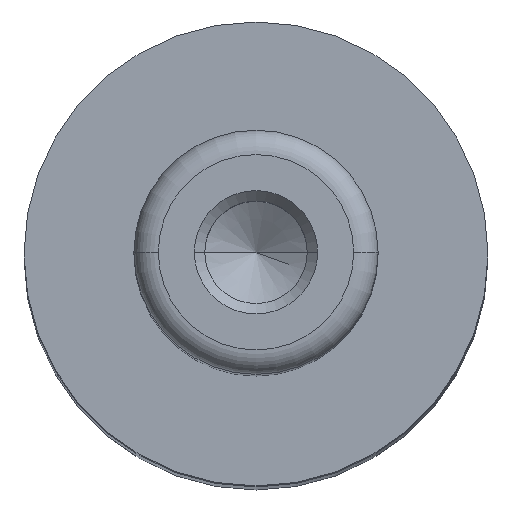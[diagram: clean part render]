
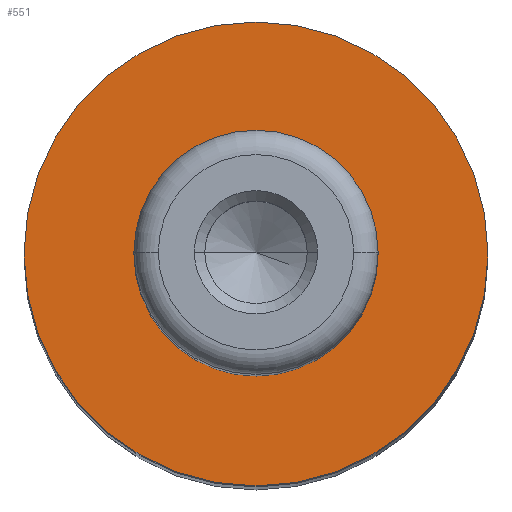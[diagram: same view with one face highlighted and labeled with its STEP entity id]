
A CAD part, top view. The second image highlights one B-rep face of the part: STEP entity #551.
In plain terms, the highlighted planar face has unit normal (0, 0, 1).
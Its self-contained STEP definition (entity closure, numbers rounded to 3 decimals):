
#24 = DIRECTION ( 'NONE',  ( 0., 0., -1. ) ) ;
#27 = EDGE_CURVE ( 'NONE', #387, #52, #566, .T. ) ;
#52 = VERTEX_POINT ( 'NONE', #585 ) ;
#70 = DIRECTION ( 'NONE',  ( 0., 0., -1. ) ) ;
#91 = PLANE ( 'NONE',  #521 ) ;
#169 = EDGE_LOOP ( 'NONE', ( #1111, #933 ) ) ;
#180 = DIRECTION ( 'NONE',  ( 0., 0., 1. ) ) ;
#183 = DIRECTION ( 'NONE',  ( 1., 0., 0. ) ) ;
#207 = EDGE_CURVE ( 'NONE', #1079, #368, #1069, .T. ) ;
#267 = AXIS2_PLACEMENT_3D ( 'NONE', #812, #70, #704 ) ;
#293 = CIRCLE ( 'NONE', #337, 9.5 ) ;
#306 = AXIS2_PLACEMENT_3D ( 'NONE', #416, #940, #312 ) ;
#312 = DIRECTION ( 'NONE',  ( -1., 0., 0. ) ) ;
#319 = FACE_BOUND ( 'NONE', #547, .T. ) ;
#337 = AXIS2_PLACEMENT_3D ( 'NONE', #459, #1077, #549 ) ;
#368 = VERTEX_POINT ( 'NONE', #699 ) ;
#387 = VERTEX_POINT ( 'NONE', #964 ) ;
#416 = CARTESIAN_POINT ( 'NONE',  ( 0., 0., 95. ) ) ;
#459 = CARTESIAN_POINT ( 'NONE',  ( 0., 0., 95. ) ) ;
#480 = CIRCLE ( 'NONE', #1049, 5. ) ;
#521 = AXIS2_PLACEMENT_3D ( 'NONE', #545, #180, #183 ) ;
#545 = CARTESIAN_POINT ( 'NONE',  ( -5., 0., 95. ) ) ;
#547 = EDGE_LOOP ( 'NONE', ( #587, #929 ) ) ;
#549 = DIRECTION ( 'NONE',  ( -1., 0., 0. ) ) ;
#551 = ADVANCED_FACE ( 'NONE', ( #319, #1008 ), #91, .T. ) ;
#556 = EDGE_CURVE ( 'NONE', #368, #1079, #293, .T. ) ;
#566 = CIRCLE ( 'NONE', #267, 5. ) ;
#570 = CARTESIAN_POINT ( 'NONE',  ( 0., 0., 95. ) ) ;
#585 = CARTESIAN_POINT ( 'NONE',  ( -5., 0., 95. ) ) ;
#587 = ORIENTED_EDGE ( 'NONE', *, *, #679, .T. ) ;
#657 = DIRECTION ( 'NONE',  ( -1., 0., 0. ) ) ;
#679 = EDGE_CURVE ( 'NONE', #52, #387, #480, .T. ) ;
#699 = CARTESIAN_POINT ( 'NONE',  ( -9.5, 0., 95. ) ) ;
#704 = DIRECTION ( 'NONE',  ( -1., 0., 0. ) ) ;
#795 = CARTESIAN_POINT ( 'NONE',  ( 9.5, 0., 95. ) ) ;
#812 = CARTESIAN_POINT ( 'NONE',  ( 0., 0., 95. ) ) ;
#929 = ORIENTED_EDGE ( 'NONE', *, *, #27, .T. ) ;
#933 = ORIENTED_EDGE ( 'NONE', *, *, #207, .F. ) ;
#940 = DIRECTION ( 'NONE',  ( 0., 0., -1. ) ) ;
#964 = CARTESIAN_POINT ( 'NONE',  ( 5., 0., 95. ) ) ;
#1008 = FACE_OUTER_BOUND ( 'NONE', #169, .T. ) ;
#1049 = AXIS2_PLACEMENT_3D ( 'NONE', #570, #24, #657 ) ;
#1069 = CIRCLE ( 'NONE', #306, 9.5 ) ;
#1077 = DIRECTION ( 'NONE',  ( 0., 0., -1. ) ) ;
#1079 = VERTEX_POINT ( 'NONE', #795 ) ;
#1111 = ORIENTED_EDGE ( 'NONE', *, *, #556, .F. ) ;
